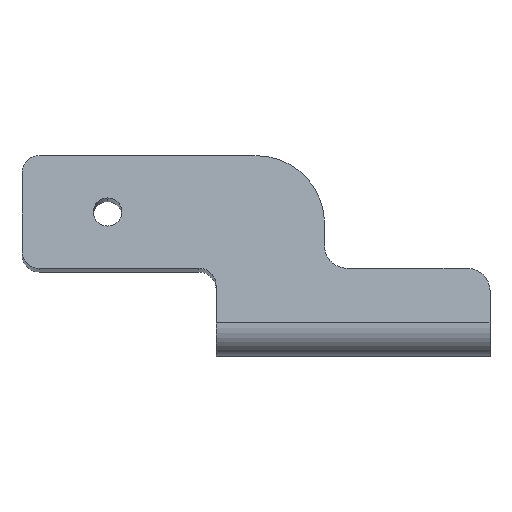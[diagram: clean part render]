
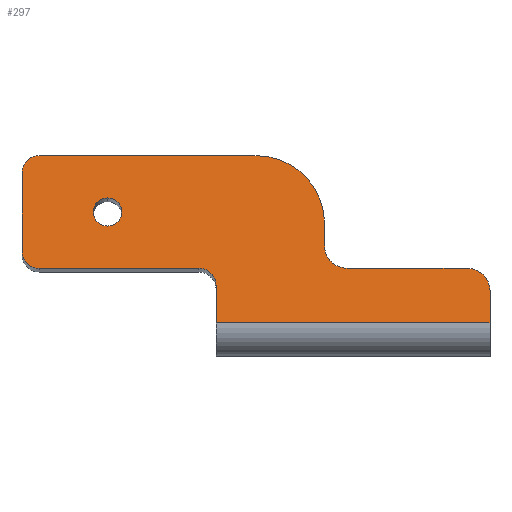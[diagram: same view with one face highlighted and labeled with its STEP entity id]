
A CAD part, top view. The second image highlights one B-rep face of the part: STEP entity #297.
In plain terms, the highlighted planar face has unit normal (0, 0.163, 0.987).
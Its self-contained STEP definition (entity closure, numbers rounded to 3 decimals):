
#9 = DIRECTION ( 'NONE',  ( 0., 0.987, -0.163 ) ) ;
#13 = ORIENTED_EDGE ( 'NONE', *, *, #222, .F. ) ;
#23 = CARTESIAN_POINT ( 'NONE',  ( 24., 17.561, -2.907 ) ) ;
#58 = VECTOR ( 'NONE', #856, 1000. ) ;
#59 = ORIENTED_EDGE ( 'NONE', *, *, #250, .F. ) ;
#71 = VERTEX_POINT ( 'NONE', #989 ) ;
#72 = CARTESIAN_POINT ( 'NONE',  ( 3.5, 11.642, -1.927 ) ) ;
#77 = VERTEX_POINT ( 'NONE', #630 ) ;
#93 = DIRECTION ( 'NONE',  ( 0., -0.987, 0.163 ) ) ;
#97 = FACE_BOUND ( 'NONE', #1181, .T. ) ;
#103 = CARTESIAN_POINT ( 'NONE',  ( 24., 2.908, -0.481 ) ) ;
#107 = DIRECTION ( 'NONE',  ( 1., 0., 0. ) ) ;
#112 = EDGE_CURVE ( 'NONE', #1081, #71, #1085, .T. ) ;
#122 = ORIENTED_EDGE ( 'NONE', *, *, #682, .T. ) ;
#168 = AXIS2_PLACEMENT_3D ( 'NONE', #198, #574, #387 ) ;
#181 = DIRECTION ( 'NONE',  ( 0., 0.987, -0.163 ) ) ;
#182 = VERTEX_POINT ( 'NONE', #1204 ) ;
#198 = CARTESIAN_POINT ( 'NONE',  ( -15.5, 9.175, -1.519 ) ) ;
#201 = VERTEX_POINT ( 'NONE', #1209 ) ;
#202 = LINE ( 'NONE', #577, #729 ) ;
#204 = LINE ( 'NONE', #957, #497 ) ;
#214 = VERTEX_POINT ( 'NONE', #934 ) ;
#222 = EDGE_CURVE ( 'NONE', #949, #647, #1109, .T. ) ;
#244 = EDGE_CURVE ( 'NONE', #306, #455, #646, .T. ) ;
#250 = EDGE_CURVE ( 'NONE', #264, #455, #860, .T. ) ;
#264 = VERTEX_POINT ( 'NONE', #391 ) ;
#278 = DIRECTION ( 'NONE',  ( 0., -0.163, -0.987 ) ) ;
#288 = EDGE_CURVE ( 'NONE', #647, #264, #768, .T. ) ;
#297 = ADVANCED_FACE ( 'NONE', ( #97, #476 ), #775, .F. ) ;
#305 = CARTESIAN_POINT ( 'NONE',  ( -15.5, 16.081, -2.662 ) ) ;
#306 = VERTEX_POINT ( 'NONE', #1055 ) ;
#309 = ORIENTED_EDGE ( 'NONE', *, *, #1052, .T. ) ;
#311 = EDGE_CURVE ( 'NONE', #214, #201, #1138, .T. ) ;
#369 = AXIS2_PLACEMENT_3D ( 'NONE', #756, #676, #1144 ) ;
#378 = DIRECTION ( 'NONE',  ( 0., -0.163, -0.987 ) ) ;
#379 = DIRECTION ( 'NONE',  ( 0., 0.987, -0.163 ) ) ;
#381 = CARTESIAN_POINT ( 'NONE',  ( -17., 17.561, -2.907 ) ) ;
#383 = DIRECTION ( 'NONE',  ( -1., 0., 0. ) ) ;
#385 = CARTESIAN_POINT ( 'NONE',  ( 11.5, 7.695, -1.274 ) ) ;
#387 = DIRECTION ( 'NONE',  ( 0., 0.987, -0.163 ) ) ;
#391 = CARTESIAN_POINT ( 'NONE',  ( 0., 2.908, -0.481 ) ) ;
#393 = LINE ( 'NONE', #500, #1191 ) ;
#410 = VECTOR ( 'NONE', #749, 1000. ) ;
#448 = DIRECTION ( 'NONE',  ( 0., 0.987, -0.163 ) ) ;
#455 = VERTEX_POINT ( 'NONE', #1017 ) ;
#468 = CARTESIAN_POINT ( 'NONE',  ( -9.5, 12.628, -2.091 ) ) ;
#476 = FACE_OUTER_BOUND ( 'NONE', #1223, .T. ) ;
#478 = CARTESIAN_POINT ( 'NONE',  ( 0., 7.695, -1.274 ) ) ;
#485 = DIRECTION ( 'NONE',  ( -1., 0., 0. ) ) ;
#492 = CIRCLE ( 'NONE', #591, 2. ) ;
#497 = VECTOR ( 'NONE', #107, 1000. ) ;
#500 = CARTESIAN_POINT ( 'NONE',  ( 9.5, 23.486, -3.888 ) ) ;
#506 = EDGE_CURVE ( 'NONE', #182, #77, #962, .T. ) ;
#542 = AXIS2_PLACEMENT_3D ( 'NONE', #1126, #278, #181 ) ;
#558 = VERTEX_POINT ( 'NONE', #858 ) ;
#562 = CARTESIAN_POINT ( 'NONE',  ( 24., 17.561, -2.907 ) ) ;
#574 = DIRECTION ( 'NONE',  ( 0., 0.163, 0.987 ) ) ;
#575 = DIRECTION ( 'NONE',  ( 0., -0.163, -0.987 ) ) ;
#577 = CARTESIAN_POINT ( 'NONE',  ( 24., 17.561, -2.907 ) ) ;
#584 = ORIENTED_EDGE ( 'NONE', *, *, #1010, .T. ) ;
#589 = EDGE_CURVE ( 'NONE', #991, #706, #1220, .T. ) ;
#591 = AXIS2_PLACEMENT_3D ( 'NONE', #930, #752, #1111 ) ;
#609 = AXIS2_PLACEMENT_3D ( 'NONE', #305, #684, #379 ) ;
#612 = ORIENTED_EDGE ( 'NONE', *, *, #288, .F. ) ;
#630 = CARTESIAN_POINT ( 'NONE',  ( 3.5, 17.561, -2.907 ) ) ;
#646 = CIRCLE ( 'NONE', #369, 1.5 ) ;
#647 = VERTEX_POINT ( 'NONE', #950 ) ;
#652 = VECTOR ( 'NONE', #93, 1000. ) ;
#659 = ORIENTED_EDGE ( 'NONE', *, *, #984, .T. ) ;
#669 = DIRECTION ( 'NONE',  ( 0., 0.987, -0.163 ) ) ;
#676 = DIRECTION ( 'NONE',  ( 0., -0.163, -0.987 ) ) ;
#682 = EDGE_CURVE ( 'NONE', #558, #1205, #813, .T. ) ;
#684 = DIRECTION ( 'NONE',  ( 0., 0.163, 0.987 ) ) ;
#706 = VERTEX_POINT ( 'NONE', #980 ) ;
#729 = VECTOR ( 'NONE', #485, 1000. ) ;
#737 = LINE ( 'NONE', #381, #652 ) ;
#742 = AXIS2_PLACEMENT_3D ( 'NONE', #72, #1176, #448 ) ;
#749 = DIRECTION ( 'NONE',  ( 0., -0.987, 0.163 ) ) ;
#752 = DIRECTION ( 'NONE',  ( 0., 0.163, 0.987 ) ) ;
#756 = CARTESIAN_POINT ( 'NONE',  ( -1.5, 6.215, -1.029 ) ) ;
#766 = ORIENTED_EDGE ( 'NONE', *, *, #311, .T. ) ;
#768 = LINE ( 'NONE', #103, #786 ) ;
#775 = PLANE ( 'NONE',  #824 ) ;
#777 = DIRECTION ( 'NONE',  ( 0., -0.987, 0.163 ) ) ;
#786 = VECTOR ( 'NONE', #383, 1000. ) ;
#813 = CIRCLE ( 'NONE', #993, 1.25 ) ;
#824 = AXIS2_PLACEMENT_3D ( 'NONE', #23, #575, #1230 ) ;
#845 = EDGE_CURVE ( 'NONE', #1081, #873, #204, .T. ) ;
#851 = ORIENTED_EDGE ( 'NONE', *, *, #112, .T. ) ;
#856 = DIRECTION ( 'NONE',  ( -1., 0., 0. ) ) ;
#858 = CARTESIAN_POINT ( 'NONE',  ( -9.5, 13.861, -2.295 ) ) ;
#860 = LINE ( 'NONE', #1060, #1064 ) ;
#862 = ORIENTED_EDGE ( 'NONE', *, *, #506, .T. ) ;
#873 = VERTEX_POINT ( 'NONE', #1102 ) ;
#888 = AXIS2_PLACEMENT_3D ( 'NONE', #1106, #918, #928 ) ;
#897 = CARTESIAN_POINT ( 'NONE',  ( 24., 5.722, -0.947 ) ) ;
#918 = DIRECTION ( 'NONE',  ( 0., -0.163, -0.987 ) ) ;
#928 = DIRECTION ( 'NONE',  ( 0., 0.987, -0.163 ) ) ;
#930 = CARTESIAN_POINT ( 'NONE',  ( 22., 5.722, -0.947 ) ) ;
#933 = CIRCLE ( 'NONE', #542, 1.25 ) ;
#934 = CARTESIAN_POINT ( 'NONE',  ( -15.5, 17.561, -2.907 ) ) ;
#942 = ORIENTED_EDGE ( 'NONE', *, *, #1154, .F. ) ;
#949 = VERTEX_POINT ( 'NONE', #897 ) ;
#950 = CARTESIAN_POINT ( 'NONE',  ( 24., 2.908, -0.481 ) ) ;
#957 = CARTESIAN_POINT ( 'NONE',  ( 9.5, 7.695, -1.274 ) ) ;
#962 = CIRCLE ( 'NONE', #742, 6. ) ;
#969 = ORIENTED_EDGE ( 'NONE', *, *, #1189, .F. ) ;
#980 = CARTESIAN_POINT ( 'NONE',  ( -15.5, 7.695, -1.274 ) ) ;
#983 = LINE ( 'NONE', #478, #58 ) ;
#984 = EDGE_CURVE ( 'NONE', #949, #873, #492, .T. ) ;
#989 = CARTESIAN_POINT ( 'NONE',  ( 9.5, 9.668, -1.601 ) ) ;
#991 = VERTEX_POINT ( 'NONE', #1218 ) ;
#993 = AXIS2_PLACEMENT_3D ( 'NONE', #468, #378, #669 ) ;
#1010 = EDGE_CURVE ( 'NONE', #201, #991, #737, .T. ) ;
#1017 = CARTESIAN_POINT ( 'NONE',  ( 0., 6.215, -1.029 ) ) ;
#1052 = EDGE_CURVE ( 'NONE', #1205, #558, #933, .T. ) ;
#1055 = CARTESIAN_POINT ( 'NONE',  ( -1.5, 7.695, -1.274 ) ) ;
#1060 = CARTESIAN_POINT ( 'NONE',  ( 0., -10.231, 1.694 ) ) ;
#1064 = VECTOR ( 'NONE', #9, 1000. ) ;
#1081 = VERTEX_POINT ( 'NONE', #385 ) ;
#1083 = ORIENTED_EDGE ( 'NONE', *, *, #589, .T. ) ;
#1085 = CIRCLE ( 'NONE', #888, 2. ) ;
#1102 = CARTESIAN_POINT ( 'NONE',  ( 22., 7.695, -1.274 ) ) ;
#1106 = CARTESIAN_POINT ( 'NONE',  ( 11.5, 9.668, -1.601 ) ) ;
#1109 = LINE ( 'NONE', #562, #410 ) ;
#1110 = ORIENTED_EDGE ( 'NONE', *, *, #1196, .T. ) ;
#1111 = DIRECTION ( 'NONE',  ( 0., 0.987, -0.163 ) ) ;
#1126 = CARTESIAN_POINT ( 'NONE',  ( -9.5, 12.628, -2.091 ) ) ;
#1138 = CIRCLE ( 'NONE', #609, 1.5 ) ;
#1144 = DIRECTION ( 'NONE',  ( 0., 0.987, -0.163 ) ) ;
#1154 = EDGE_CURVE ( 'NONE', #182, #71, #393, .T. ) ;
#1174 = ORIENTED_EDGE ( 'NONE', *, *, #845, .F. ) ;
#1176 = DIRECTION ( 'NONE',  ( 0., 0.163, 0.987 ) ) ;
#1179 = CARTESIAN_POINT ( 'NONE',  ( -9.5, 11.395, -1.886 ) ) ;
#1181 = EDGE_LOOP ( 'NONE', ( #122, #309 ) ) ;
#1189 = EDGE_CURVE ( 'NONE', #306, #706, #983, .T. ) ;
#1191 = VECTOR ( 'NONE', #777, 1000. ) ;
#1196 = EDGE_CURVE ( 'NONE', #77, #214, #202, .T. ) ;
#1204 = CARTESIAN_POINT ( 'NONE',  ( 9.5, 11.642, -1.927 ) ) ;
#1205 = VERTEX_POINT ( 'NONE', #1179 ) ;
#1209 = CARTESIAN_POINT ( 'NONE',  ( -17., 16.081, -2.662 ) ) ;
#1213 = ORIENTED_EDGE ( 'NONE', *, *, #244, .T. ) ;
#1218 = CARTESIAN_POINT ( 'NONE',  ( -17., 9.175, -1.519 ) ) ;
#1220 = CIRCLE ( 'NONE', #168, 1.5 ) ;
#1223 = EDGE_LOOP ( 'NONE', ( #13, #659, #1174, #851, #942, #862, #1110, #766, #584, #1083, #969, #1213, #59, #612 ) ) ;
#1230 = DIRECTION ( 'NONE',  ( 0., 0.987, -0.163 ) ) ;
